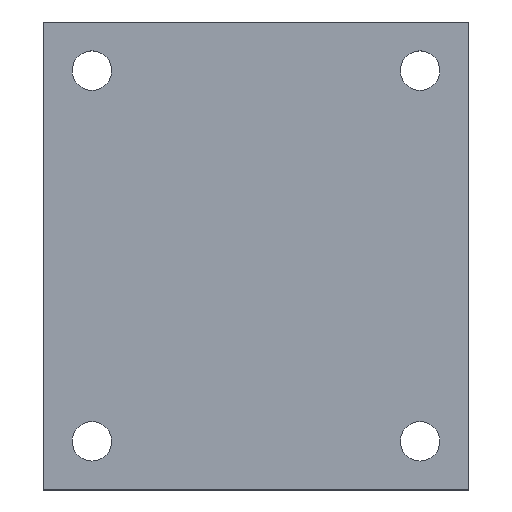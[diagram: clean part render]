
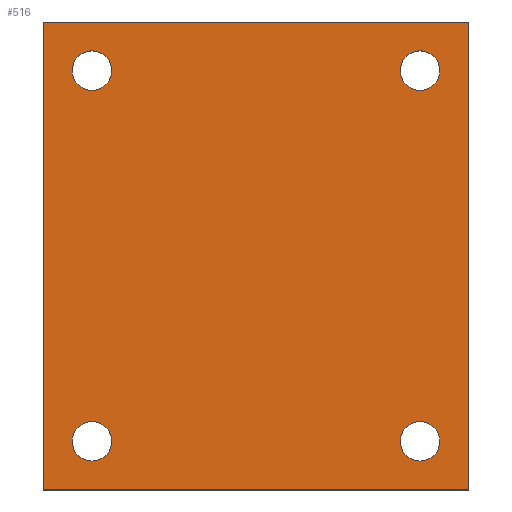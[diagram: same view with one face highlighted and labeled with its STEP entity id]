
A CAD part, top view. The second image highlights one B-rep face of the part: STEP entity #516.
In plain terms, the highlighted planar face has unit normal (0, 0, 1).
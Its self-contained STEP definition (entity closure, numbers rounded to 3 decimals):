
#2 = FACE_BOUND ( 'NONE', #104, .T. ) ;
#4 = LINE ( 'NONE', #421, #278 ) ;
#5 = DIRECTION ( 'NONE',  ( -1., 0., 0. ) ) ;
#10 = ORIENTED_EDGE ( 'NONE', *, *, #98, .T. ) ;
#13 = CARTESIAN_POINT ( 'NONE',  ( 54., -61., 6. ) ) ;
#30 = EDGE_CURVE ( 'NONE', #121, #433, #361, .T. ) ;
#38 = CIRCLE ( 'NONE', #436, 6.5 ) ;
#43 = AXIS2_PLACEMENT_3D ( 'NONE', #503, #336, #77 ) ;
#45 = CARTESIAN_POINT ( 'NONE',  ( 70., 77., 6. ) ) ;
#49 = FACE_BOUND ( 'NONE', #124, .T. ) ;
#60 = DIRECTION ( 'NONE',  ( -1., 0., 0. ) ) ;
#62 = CARTESIAN_POINT ( 'NONE',  ( -70., -77., 6. ) ) ;
#63 = CIRCLE ( 'NONE', #43, 6.5 ) ;
#64 = CARTESIAN_POINT ( 'NONE',  ( -60.5, -61., 6. ) ) ;
#65 = ORIENTED_EDGE ( 'NONE', *, *, #90, .F. ) ;
#71 = DIRECTION ( 'NONE',  ( -1., 0., 0. ) ) ;
#77 = DIRECTION ( 'NONE',  ( -1., 0., 0. ) ) ;
#78 = CARTESIAN_POINT ( 'NONE',  ( 70., -77., 6. ) ) ;
#81 = CARTESIAN_POINT ( 'NONE',  ( 54., 61., 6. ) ) ;
#84 = CARTESIAN_POINT ( 'NONE',  ( 60.5, -61., 6. ) ) ;
#87 = EDGE_LOOP ( 'NONE', ( #10, #140, #286, #109 ) ) ;
#90 = EDGE_CURVE ( 'NONE', #212, #531, #337, .T. ) ;
#91 = CIRCLE ( 'NONE', #189, 6.5 ) ;
#92 = DIRECTION ( 'NONE',  ( 0., 0., 1. ) ) ;
#98 = EDGE_CURVE ( 'NONE', #120, #121, #138, .T. ) ;
#104 = EDGE_LOOP ( 'NONE', ( #458, #65 ) ) ;
#109 = ORIENTED_EDGE ( 'NONE', *, *, #119, .T. ) ;
#114 = CARTESIAN_POINT ( 'NONE',  ( -70., 77., 6. ) ) ;
#119 = EDGE_CURVE ( 'NONE', #246, #120, #4, .T. ) ;
#120 = VERTEX_POINT ( 'NONE', #114 ) ;
#121 = VERTEX_POINT ( 'NONE', #326 ) ;
#124 = EDGE_LOOP ( 'NONE', ( #398, #235 ) ) ;
#128 = DIRECTION ( 'NONE',  ( 0., 0., 1. ) ) ;
#137 = CIRCLE ( 'NONE', #221, 6.5 ) ;
#138 = LINE ( 'NONE', #334, #426 ) ;
#140 = ORIENTED_EDGE ( 'NONE', *, *, #30, .T. ) ;
#145 = AXIS2_PLACEMENT_3D ( 'NONE', #184, #482, #264 ) ;
#147 = CIRCLE ( 'NONE', #444, 6.5 ) ;
#154 = DIRECTION ( 'NONE',  ( 0., 0., 1. ) ) ;
#156 = DIRECTION ( 'NONE',  ( 0., -1., 0. ) ) ;
#161 = CARTESIAN_POINT ( 'NONE',  ( -60.5, 61., 6. ) ) ;
#167 = FACE_BOUND ( 'NONE', #213, .T. ) ;
#168 = DIRECTION ( 'NONE',  ( 0., 0., 1. ) ) ;
#171 = CARTESIAN_POINT ( 'NONE',  ( -54., 61., 6. ) ) ;
#184 = CARTESIAN_POINT ( 'NONE',  ( 54., -61., 6. ) ) ;
#189 = AXIS2_PLACEMENT_3D ( 'NONE', #303, #168, #255 ) ;
#199 = DIRECTION ( 'NONE',  ( -1., 0., 0. ) ) ;
#204 = VERTEX_POINT ( 'NONE', #84 ) ;
#212 = VERTEX_POINT ( 'NONE', #500 ) ;
#213 = EDGE_LOOP ( 'NONE', ( #487, #524 ) ) ;
#215 = DIRECTION ( 'NONE',  ( -1., 0., 0. ) ) ;
#220 = VERTEX_POINT ( 'NONE', #499 ) ;
#221 = AXIS2_PLACEMENT_3D ( 'NONE', #81, #345, #5 ) ;
#227 = DIRECTION ( 'NONE',  ( 0., 0., 1. ) ) ;
#235 = ORIENTED_EDGE ( 'NONE', *, *, #343, .F. ) ;
#239 = EDGE_CURVE ( 'NONE', #433, #246, #473, .T. ) ;
#240 = VECTOR ( 'NONE', #446, 1000. ) ;
#246 = VERTEX_POINT ( 'NONE', #45 ) ;
#251 = VERTEX_POINT ( 'NONE', #381 ) ;
#253 = EDGE_LOOP ( 'NONE', ( #280, #288 ) ) ;
#255 = DIRECTION ( 'NONE',  ( 1., 0., 0. ) ) ;
#262 = CARTESIAN_POINT ( 'NONE',  ( 70., -77., 6. ) ) ;
#264 = DIRECTION ( 'NONE',  ( 1., 0., 0. ) ) ;
#266 = VERTEX_POINT ( 'NONE', #161 ) ;
#278 = VECTOR ( 'NONE', #199, 1000. ) ;
#280 = ORIENTED_EDGE ( 'NONE', *, *, #509, .F. ) ;
#286 = ORIENTED_EDGE ( 'NONE', *, *, #239, .T. ) ;
#288 = ORIENTED_EDGE ( 'NONE', *, *, #528, .F. ) ;
#297 = EDGE_CURVE ( 'NONE', #397, #416, #137, .T. ) ;
#303 = CARTESIAN_POINT ( 'NONE',  ( -54., 61., 6. ) ) ;
#312 = PLANE ( 'NONE',  #462 ) ;
#320 = FACE_OUTER_BOUND ( 'NONE', #87, .T. ) ;
#326 = CARTESIAN_POINT ( 'NONE',  ( -70., -77., 6. ) ) ;
#334 = CARTESIAN_POINT ( 'NONE',  ( -70., -77., 6. ) ) ;
#336 = DIRECTION ( 'NONE',  ( 0., 0., 1. ) ) ;
#337 = CIRCLE ( 'NONE', #455, 6.5 ) ;
#343 = EDGE_CURVE ( 'NONE', #416, #397, #63, .T. ) ;
#345 = DIRECTION ( 'NONE',  ( 0., 0., 1. ) ) ;
#358 = CIRCLE ( 'NONE', #145, 6.5 ) ;
#361 = LINE ( 'NONE', #62, #240 ) ;
#362 = EDGE_CURVE ( 'NONE', #531, #212, #147, .T. ) ;
#376 = VECTOR ( 'NONE', #383, 1000. ) ;
#381 = CARTESIAN_POINT ( 'NONE',  ( -47.5, 61., 6. ) ) ;
#383 = DIRECTION ( 'NONE',  ( 0., 1., 0. ) ) ;
#393 = CARTESIAN_POINT ( 'NONE',  ( 47.5, 61., 6. ) ) ;
#397 = VERTEX_POINT ( 'NONE', #393 ) ;
#398 = ORIENTED_EDGE ( 'NONE', *, *, #297, .F. ) ;
#399 = CARTESIAN_POINT ( 'NONE',  ( -54., -61., 6. ) ) ;
#407 = DIRECTION ( 'NONE',  ( 0., 0., -1. ) ) ;
#416 = VERTEX_POINT ( 'NONE', #510 ) ;
#421 = CARTESIAN_POINT ( 'NONE',  ( -70., 77., 6. ) ) ;
#426 = VECTOR ( 'NONE', #156, 1000. ) ;
#433 = VERTEX_POINT ( 'NONE', #262 ) ;
#436 = AXIS2_PLACEMENT_3D ( 'NONE', #171, #128, #472 ) ;
#444 = AXIS2_PLACEMENT_3D ( 'NONE', #399, #92, #215 ) ;
#445 = CIRCLE ( 'NONE', #488, 6.5 ) ;
#446 = DIRECTION ( 'NONE',  ( 1., 0., 0. ) ) ;
#455 = AXIS2_PLACEMENT_3D ( 'NONE', #497, #154, #71 ) ;
#458 = ORIENTED_EDGE ( 'NONE', *, *, #362, .F. ) ;
#462 = AXIS2_PLACEMENT_3D ( 'NONE', #521, #407, #60 ) ;
#472 = DIRECTION ( 'NONE',  ( 1., 0., 0. ) ) ;
#473 = LINE ( 'NONE', #78, #376 ) ;
#476 = DIRECTION ( 'NONE',  ( 1., 0., 0. ) ) ;
#482 = DIRECTION ( 'NONE',  ( 0., 0., 1. ) ) ;
#486 = EDGE_CURVE ( 'NONE', #266, #251, #91, .T. ) ;
#487 = ORIENTED_EDGE ( 'NONE', *, *, #486, .F. ) ;
#488 = AXIS2_PLACEMENT_3D ( 'NONE', #13, #227, #476 ) ;
#495 = EDGE_CURVE ( 'NONE', #251, #266, #38, .T. ) ;
#497 = CARTESIAN_POINT ( 'NONE',  ( -54., -61., 6. ) ) ;
#499 = CARTESIAN_POINT ( 'NONE',  ( 47.5, -61., 6. ) ) ;
#500 = CARTESIAN_POINT ( 'NONE',  ( -47.5, -61., 6. ) ) ;
#503 = CARTESIAN_POINT ( 'NONE',  ( 54., 61., 6. ) ) ;
#509 = EDGE_CURVE ( 'NONE', #220, #204, #445, .T. ) ;
#510 = CARTESIAN_POINT ( 'NONE',  ( 60.5, 61., 6. ) ) ;
#516 = ADVANCED_FACE ( 'NONE', ( #2, #167, #320, #49, #525 ), #312, .F. ) ;
#521 = CARTESIAN_POINT ( 'NONE',  ( 0., 0., 6. ) ) ;
#524 = ORIENTED_EDGE ( 'NONE', *, *, #495, .F. ) ;
#525 = FACE_BOUND ( 'NONE', #253, .T. ) ;
#528 = EDGE_CURVE ( 'NONE', #204, #220, #358, .T. ) ;
#531 = VERTEX_POINT ( 'NONE', #64 ) ;
